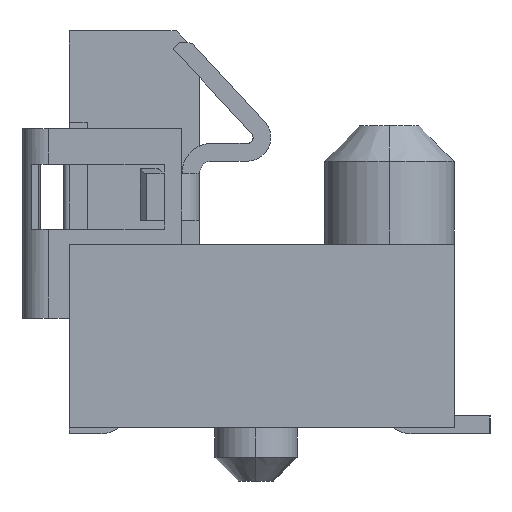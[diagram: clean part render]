
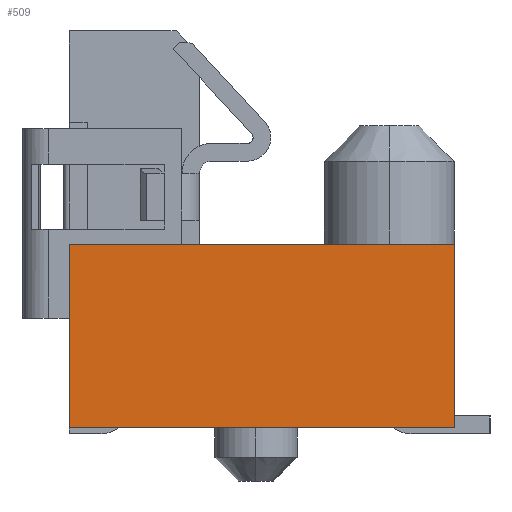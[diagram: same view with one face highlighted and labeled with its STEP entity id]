
A CAD part, left-side view. The second image highlights one B-rep face of the part: STEP entity #509.
In plain terms, the highlighted planar face has unit normal (-1, 0, 0).
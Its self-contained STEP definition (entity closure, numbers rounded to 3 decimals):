
#26 = EDGE_CURVE ( 'NONE', #27, #92, #2520, .T. ) ;
#27 = VERTEX_POINT ( 'NONE', #2516 ) ;
#56 = VERTEX_POINT ( 'NONE', #2500 ) ;
#92 = VERTEX_POINT ( 'NONE', #2308 ) ;
#351 = VERTEX_POINT ( 'NONE', #2994 ) ;
#353 = EDGE_CURVE ( 'NONE', #351, #56, #2993, .T. ) ;
#411 = EDGE_CURVE ( 'NONE', #56, #92, #3117, .T. ) ;
#467 = EDGE_LOOP ( 'NONE', ( #468, #494, #490, #486 ) ) ;
#468 = ORIENTED_EDGE ( 'NONE', *, *, #353, .F. ) ;
#486 = ORIENTED_EDGE ( 'NONE', *, *, #411, .F. ) ;
#489 = EDGE_CURVE ( 'NONE', #351, #27, #3123, .T. ) ;
#490 = ORIENTED_EDGE ( 'NONE', *, *, #26, .T. ) ;
#494 = ORIENTED_EDGE ( 'NONE', *, *, #489, .T. ) ;
#509 = ADVANCED_FACE ( 'NONE', ( #3153 ), #3152, .F. ) ;
#2308 = CARTESIAN_POINT ( 'NONE',  ( -14.5, -6.5, 0. ) ) ;
#2500 = CARTESIAN_POINT ( 'NONE',  ( -14.5, -6.5, 3.1 ) ) ;
#2516 = CARTESIAN_POINT ( 'NONE',  ( -14.5, 0., 0. ) ) ;
#2517 = DIRECTION ( 'NONE',  ( 0., -1., 0. ) ) ;
#2518 = VECTOR ( 'NONE', #2517, 1000. ) ;
#2519 = CARTESIAN_POINT ( 'NONE',  ( -14.5, -6.5, 0. ) ) ;
#2520 = LINE ( 'NONE', #2519, #2518 ) ;
#2936 = DIRECTION ( 'NONE',  ( 0., -1., 0. ) ) ;
#2937 = VECTOR ( 'NONE', #2936, 1000. ) ;
#2992 = CARTESIAN_POINT ( 'NONE',  ( -14.5, -6.5, 3.1 ) ) ;
#2993 = LINE ( 'NONE', #2992, #2937 ) ;
#2994 = CARTESIAN_POINT ( 'NONE',  ( -14.5, 0., 3.1 ) ) ;
#3114 = DIRECTION ( 'NONE',  ( 0., 0., -1. ) ) ;
#3115 = VECTOR ( 'NONE', #3114, 1000. ) ;
#3116 = CARTESIAN_POINT ( 'NONE',  ( -14.5, -6.5, 3.1 ) ) ;
#3117 = LINE ( 'NONE', #3116, #3115 ) ;
#3118 = VECTOR ( 'NONE', #3178, 1000. ) ;
#3119 = CARTESIAN_POINT ( 'NONE',  ( -14.5, 0., 3.1 ) ) ;
#3123 = LINE ( 'NONE', #3119, #3118 ) ;
#3148 = DIRECTION ( 'NONE',  ( 0., 1., 0. ) ) ;
#3149 = DIRECTION ( 'NONE',  ( 1., 0., 0. ) ) ;
#3150 = CARTESIAN_POINT ( 'NONE',  ( -14.5, -6.5, 3.1 ) ) ;
#3151 = AXIS2_PLACEMENT_3D ( 'NONE', #3150, #3149, #3148 ) ;
#3152 = PLANE ( 'NONE',  #3151 ) ;
#3153 = FACE_OUTER_BOUND ( 'NONE', #467, .T. ) ;
#3178 = DIRECTION ( 'NONE',  ( 0., 0., -1. ) ) ;
